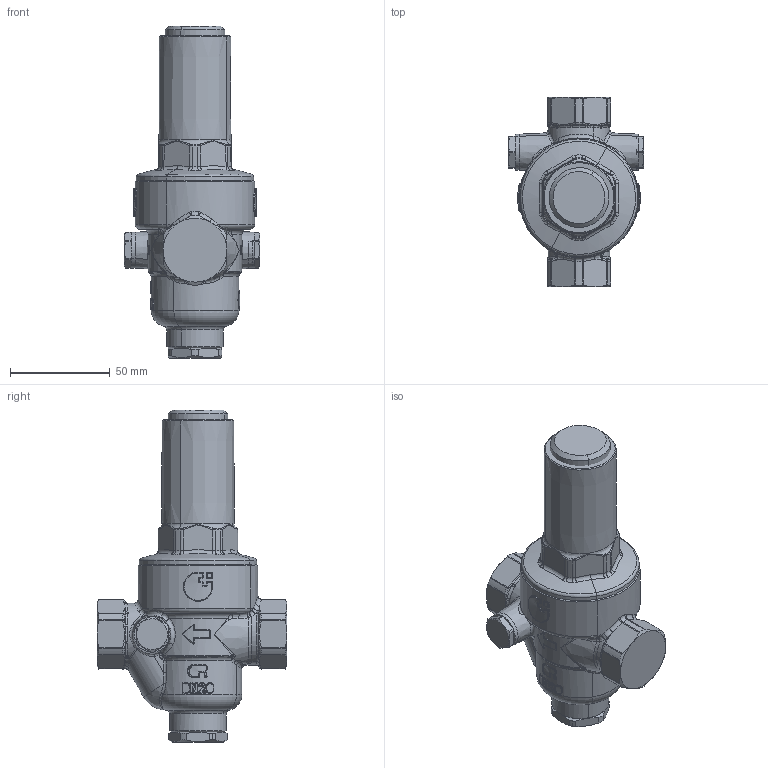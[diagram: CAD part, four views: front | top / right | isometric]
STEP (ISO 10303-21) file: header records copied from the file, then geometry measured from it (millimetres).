
FILE_DESCRIPTION(('CATIA V5 STEP Exchange'),'2;1');
FILE_NAME('STEP_536255_-_TST.stp','2017-09-26T07:03:53+00:00',('none'),('none'),'CATIA Version 5-6 Release 2014 SP5','CATIA V5 STEP AP203','none');
FILE_SCHEMA(('CONFIG_CONTROL_DESIGN'));
Length unit declared in the file: millimetre
Products named in the file (1): 536255 - TST
Bounding box: 68 x 95 x 166.3 mm (x, y, z)
Surface area: 34954.6 mm2 (no closed solid volume)
Topology: 0 solids, 20 shells, 884 faces, 2192 edges, 1224 vertices
Faces by surface type: bspline 386, cylinder 181, plane 95, torus 87, sphere 73, cone 62
Entity records: 41175 total; most frequent: CARTESIAN_POINT 26371, ORIENTED_EDGE 3870, EDGE_CURVE 2113, DIRECTION 1766, VERTEX_POINT 1224, AXIS2_PLACEMENT_3D 915, ADVANCED_FACE 884, EDGE_LOOP 884
